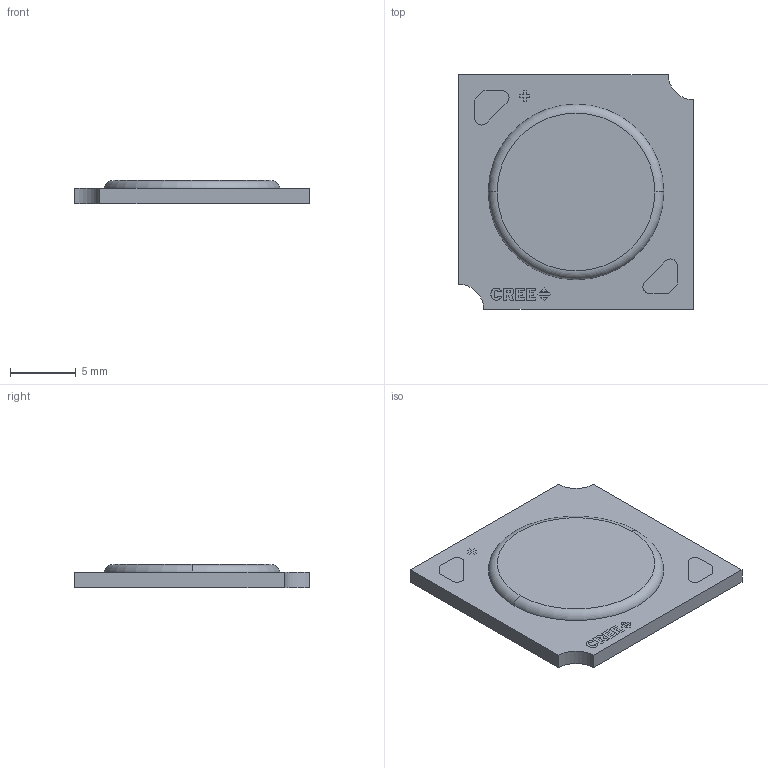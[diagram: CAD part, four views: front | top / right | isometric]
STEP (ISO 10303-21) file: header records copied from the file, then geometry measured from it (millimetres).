
FILE_DESCRIPTION (( 'STEP AP203' ), '1' );
FILE_NAME ('CMB 18_small datasheet images.STEP', '2022-09-22T15:13:18', ( '' ), ( '' ), 'SwSTEP 2.0', 'SolidWorks 2021', '' );
FILE_SCHEMA (( 'CONFIG_CONTROL_DESIGN' ));
Length unit declared in the file: millimetre
Products named in the file (1): CMB 18_small datasheet images
Bounding box: 17.85 x 17.85 x 1.75 mm (x, y, z)
Volume: 439.9 mm3; surface area: 718.9 mm2
Topology: 1 solids, 1 shells, 22 faces, 113 edges, 105 vertices
Faces by surface type: plane 18, torus 2, cylinder 2
Entity records: 1311 total; most frequent: CARTESIAN_POINT 241, ORIENTED_EDGE 226, DIRECTION 184, EDGE_CURVE 113, VERTEX_POINT 105, VECTOR 88, LINE 88, AXIS2_PLACEMENT_3D 48
